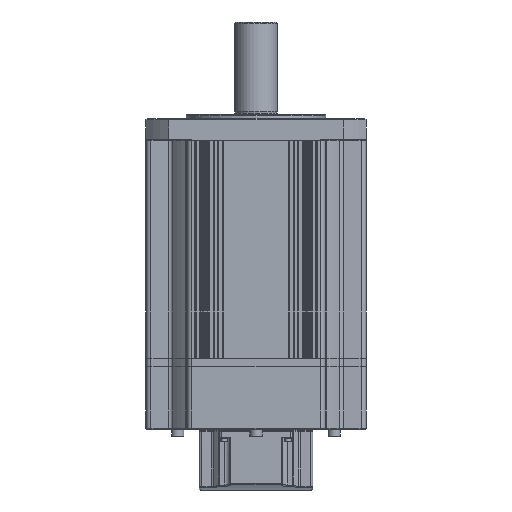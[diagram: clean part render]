
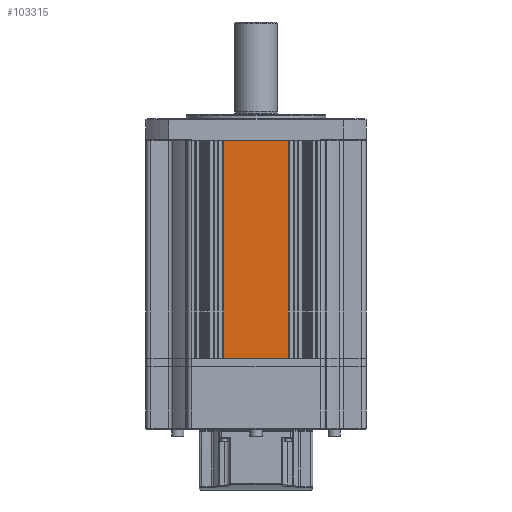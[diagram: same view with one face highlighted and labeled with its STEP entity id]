
A CAD part, front view. The second image highlights one B-rep face of the part: STEP entity #103315.
In plain terms, the highlighted planar face has unit normal (0, -1, 0).
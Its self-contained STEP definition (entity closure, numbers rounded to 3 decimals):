
#8825 = ORIENTED_EDGE ( 'NONE', *, *, #81639, .F. ) ;
#8874 = ORIENTED_EDGE ( 'NONE', *, *, #48293, .F. ) ;
#8896 = ORIENTED_EDGE ( 'NONE', *, *, #48283, .T. ) ;
#8926 = ORIENTED_EDGE ( 'NONE', *, *, #48292, .T. ) ;
#9517 = VECTOR ( 'NONE', #62461, 1000. ) ;
#9521 = VECTOR ( 'NONE', #62487, 1000. ) ;
#9532 = VECTOR ( 'NONE', #62440, 1000. ) ;
#26574 = AXIS2_PLACEMENT_3D ( 'NONE', #27099, #27216, #27154 ) ;
#27099 = CARTESIAN_POINT ( 'NONE',  ( 26.5, -90., 0. ) ) ;
#27128 = PLANE ( 'NONE',  #26574 ) ;
#27130 = FACE_OUTER_BOUND ( 'NONE', #112514, .T. ) ;
#27154 = DIRECTION ( 'NONE',  ( -1., 0., 0. ) ) ;
#27185 = CARTESIAN_POINT ( 'NONE',  ( 26.5, -90., -178. ) ) ;
#27216 = DIRECTION ( 'NONE',  ( 0., 1., 0. ) ) ;
#28552 = LINE ( 'NONE', #29205, #70477 ) ;
#29205 = CARTESIAN_POINT ( 'NONE',  ( 0., -90., 0. ) ) ;
#30182 = CARTESIAN_POINT ( 'NONE',  ( -26.5, -90., 0. ) ) ;
#30265 = CARTESIAN_POINT ( 'NONE',  ( 26.5, -90., 0. ) ) ;
#34468 = CARTESIAN_POINT ( 'NONE',  ( -26.5, -90., -178. ) ) ;
#48283 = EDGE_CURVE ( 'NONE', #111177, #92665, #62500, .T. ) ;
#48292 = EDGE_CURVE ( 'NONE', #92665, #68197, #62464, .T. ) ;
#48293 = EDGE_CURVE ( 'NONE', #111217, #68197, #62473, .T. ) ;
#62440 = DIRECTION ( 'NONE',  ( 0., 0., -1. ) ) ;
#62452 = CARTESIAN_POINT ( 'NONE',  ( 26.5, -90., -178. ) ) ;
#62461 = DIRECTION ( 'NONE',  ( 0., 0., -1. ) ) ;
#62464 = LINE ( 'NONE', #62452, #9521 ) ;
#62473 = LINE ( 'NONE', #62499, #9532 ) ;
#62487 = DIRECTION ( 'NONE',  ( 1., 0., 0. ) ) ;
#62499 = CARTESIAN_POINT ( 'NONE',  ( 26.5, -90., 0. ) ) ;
#62500 = LINE ( 'NONE', #62506, #9517 ) ;
#62506 = CARTESIAN_POINT ( 'NONE',  ( -26.5, -90., 0. ) ) ;
#68197 = VERTEX_POINT ( 'NONE', #27185 ) ;
#70477 = VECTOR ( 'NONE', #101380, 1000. ) ;
#81639 = EDGE_CURVE ( 'NONE', #111177, #111217, #28552, .T. ) ;
#92665 = VERTEX_POINT ( 'NONE', #34468 ) ;
#101380 = DIRECTION ( 'NONE',  ( 1., 0., 0. ) ) ;
#103315 = ADVANCED_FACE ( 'NONE', ( #27130 ), #27128, .F. ) ;
#111177 = VERTEX_POINT ( 'NONE', #30182 ) ;
#111217 = VERTEX_POINT ( 'NONE', #30265 ) ;
#112514 = EDGE_LOOP ( 'NONE', ( #8926, #8874, #8825, #8896 ) ) ;
